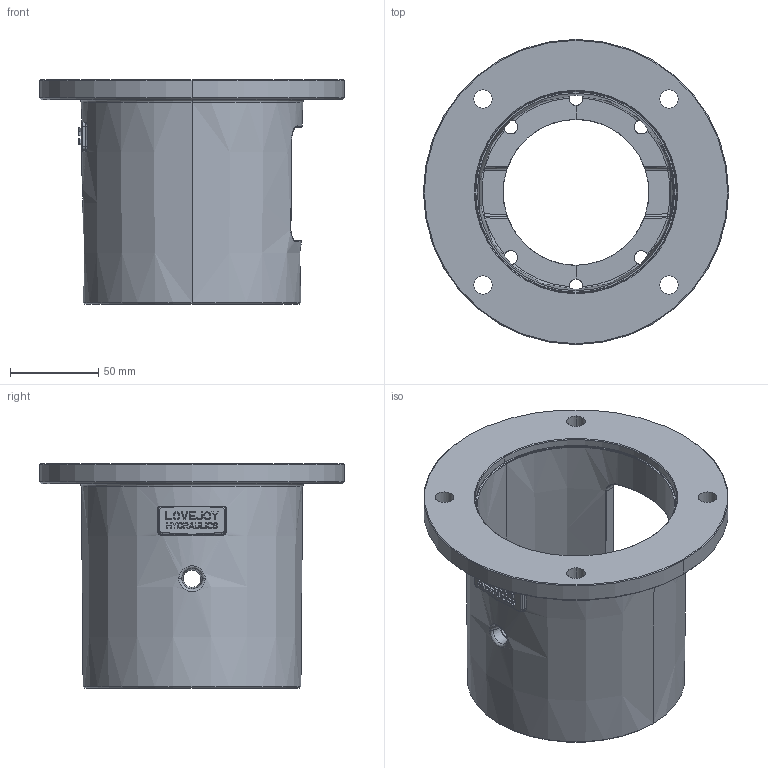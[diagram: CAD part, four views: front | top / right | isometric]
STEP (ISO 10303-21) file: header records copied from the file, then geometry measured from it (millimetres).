
FILE_DESCRIPTION((''),'2;1');
FILE_NAME('84527105138_ASM','2013-04-26T',('ppetruska'),(''),'PRO/ENGINEER BY PARAMETRIC TECHNOLOGY CORPORATION, 2012480','PRO/ENGINEER BY PARAMETRIC TECHNOLOGY CORPORATION, 2012480','');
FILE_SCHEMA(('CONFIG_CONTROL_DESIGN'));
Length unit declared in the file: inch
Products named in the file (3): 84527106013_AF3; 84527106018_AF2_ASM; 84527105138_ASM
Assembly tree (2 placements, depth 3):
  84527105138_ASM
    84527106018_AF2_ASM
      84527106013_AF3
Bounding box: 172.97 x 172.97 x 127 mm (x, y, z)
Volume: 484624.6 mm3; surface area: 127260.6 mm2
Topology: 1 solids, 1 shells, 544 faces, 1489 edges, 966 vertices
Faces by surface type: plane 402, bspline 51, cylinder 44, cone 28, torus 11, extrusion 4, sphere 4
Entity records: 20444 total; most frequent: CARTESIAN_POINT 6872, ORIENTED_EDGE 2978, DIRECTION 2497, EDGE_CURVE 1489, VECTOR 1191, LINE 1187, VERTEX_POINT 966, AXIS2_PLACEMENT_3D 653
